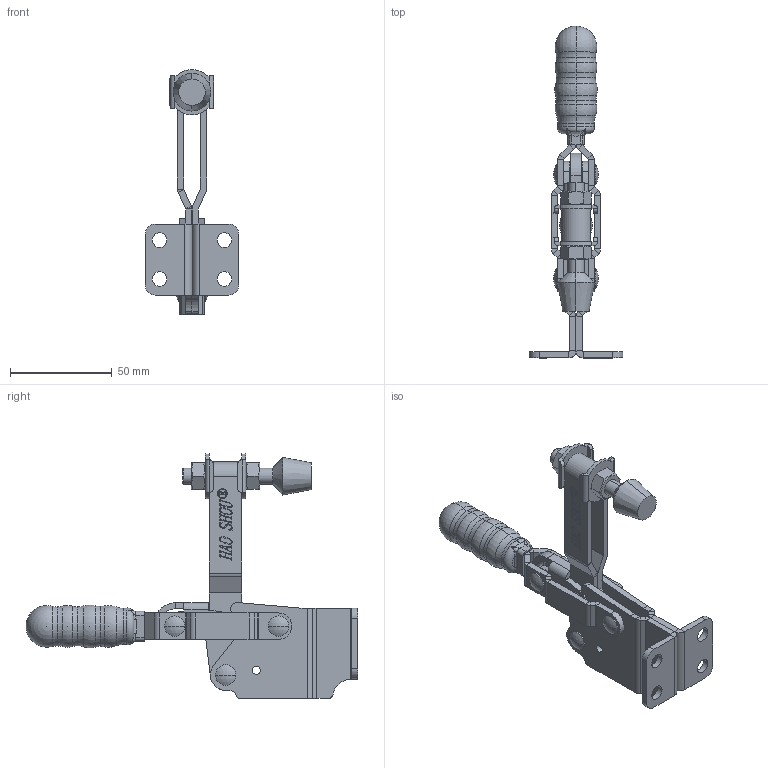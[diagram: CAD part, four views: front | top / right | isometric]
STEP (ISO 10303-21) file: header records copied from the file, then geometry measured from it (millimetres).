
FILE_DESCRIPTION (( 'STEP AP203' ), '1' );
FILE_NAME ('HS-12130-HB.STEP', '2019-10-14T12:34:40', ( '微软用户' ), ( '微软中国' ), 'SwSTEP 2.0', 'SolidWorks 2012', '' );
FILE_SCHEMA (( 'CONFIG_CONTROL_DESIGN' ));
Length unit declared in the file: millimetre
Products named in the file (15): HS-12130-HB; 2#忒參杶; hex nuts, style 1-grades ab gb_GB_FASTENER_NUT_SNAB1 M8-N; FW-516; 12130-HB; 酗种; 傻种; 蟀裝; 眻忒梟蚾饜极; 忒梟; U倰揤參蚾饜极; hexagon head bolts-full thread gb_GB_FASTENER_BOLT_STBAB A M8X55-C; 揤輸; HB菁釱衵; HB菁釱酘
Assembly tree (19 placements, depth 3):
  HS-12130-HB
    HB菁釱酘
    HB菁釱衵
    U倰揤參蚾饜极
      揤輸
      hexagon head bolts-full thread gb_GB_FASTENER_BOLT_STBAB A M8X55-C
    眻忒梟蚾饜极
      忒梟  x2
    蟀裝
    傻种  x2
    酗种  x2
    12130-HB
    FW-516  x2
    hex nuts, style 1-grades ab gb_GB_FASTENER_NUT_SNAB1 M8-N  x2
    2#忒參杶
Bounding box: 46 x 163 x 120.26 mm (x, y, z)
Volume: 64360.4 mm3; surface area: 48100 mm2
Topology: 17 solids, 17 shells, 971 faces, 2465 edges, 1555 vertices
Faces by surface type: plane 527, cylinder 203, bspline 169, cone 30, sphere 24, torus 18
Entity records: 35346 total; most frequent: CARTESIAN_POINT 13932, ORIENTED_EDGE 4334, DIRECTION 3617, EDGE_CURVE 2167, VERTEX_POINT 1379, LINE 1361, VECTOR 1361, AXIS2_PLACEMENT_3D 1128
